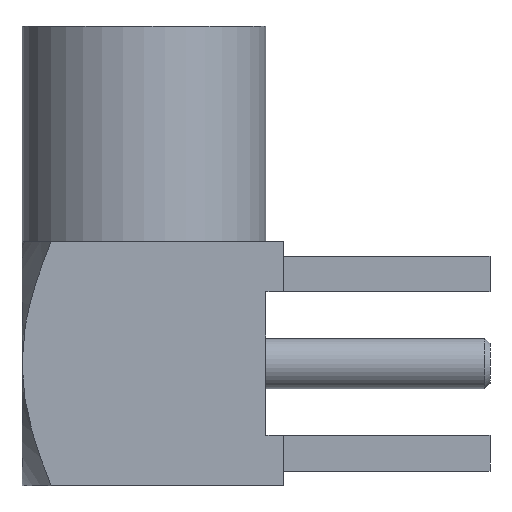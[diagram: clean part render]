
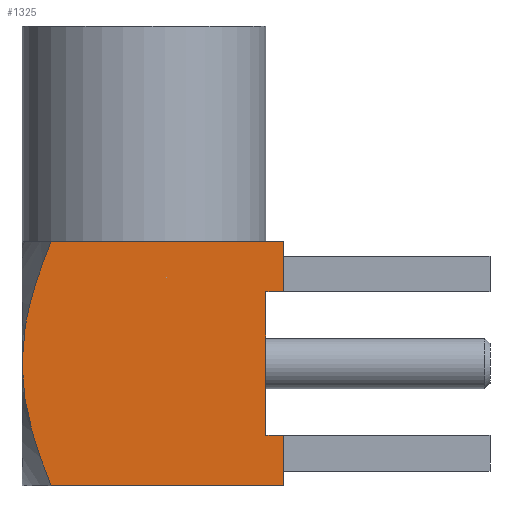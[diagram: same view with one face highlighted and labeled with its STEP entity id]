
A CAD part, left-side view. The second image highlights one B-rep face of the part: STEP entity #1325.
In plain terms, the highlighted planar face has unit normal (-1, 0, 0).
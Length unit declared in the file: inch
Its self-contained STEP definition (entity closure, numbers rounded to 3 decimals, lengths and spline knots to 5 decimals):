
#16 = CARTESIAN_POINT ( 'NONE',  ( -0.068, 0.068, 0. ) ) ;
#24 = VECTOR ( 'NONE', #298, 39.37008 ) ;
#39 = CARTESIAN_POINT ( 'NONE',  ( -0.068, 0.05174, 0.068 ) ) ;
#47 = VECTOR ( 'NONE', #761, 39.37008 ) ;
#85 = VERTEX_POINT ( 'NONE', #1690 ) ;
#123 = CARTESIAN_POINT ( 'NONE',  ( -0.068, 0.06193, -0.03928 ) ) ;
#134 = CARTESIAN_POINT ( 'NONE',  ( -0.068, 0.06757, -0.01163 ) ) ;
#149 = LINE ( 'NONE', #2025, #193 ) ;
#160 = CARTESIAN_POINT ( 'NONE',  ( -0.068, 0.06631, 0.02031 ) ) ;
#179 = CARTESIAN_POINT ( 'NONE',  ( -0.068, 0.06385, 0.03208 ) ) ;
#193 = VECTOR ( 'NONE', #444, 39.37008 ) ;
#273 = CARTESIAN_POINT ( 'NONE',  ( -0.068, 0.068, 0. ) ) ;
#275 = ORIENTED_EDGE ( 'NONE', *, *, #1920, .F. ) ;
#281 = CARTESIAN_POINT ( 'NONE',  ( -0.068, 0.06012, -0.04524 ) ) ;
#298 = DIRECTION ( 'NONE',  ( 0., -1., 0. ) ) ;
#300 = AXIS2_PLACEMENT_3D ( 'NONE', #1162, #1209, #1786 ) ;
#302 = LINE ( 'NONE', #621, #1180 ) ;
#326 = CARTESIAN_POINT ( 'NONE',  ( -0.068, 0.05667, 0.05591 ) ) ;
#334 = EDGE_LOOP ( 'NONE', ( #435, #2013, #562, #1797, #1173, #472, #275, #689, #1216, #865 ) ) ;
#344 = CARTESIAN_POINT ( 'NONE',  ( -0.068, 0.06582, 0.02313 ) ) ;
#414 = CARTESIAN_POINT ( 'NONE',  ( -0.068, 0.06578, -0.02323 ) ) ;
#432 = CARTESIAN_POINT ( 'NONE',  ( -0.068, 0.06628, -0.0204 ) ) ;
#435 = ORIENTED_EDGE ( 'NONE', *, *, #999, .F. ) ;
#444 = DIRECTION ( 'NONE',  ( 0., 0., -1. ) ) ;
#472 = ORIENTED_EDGE ( 'NONE', *, *, #934, .F. ) ;
#482 = VERTEX_POINT ( 'NONE', #16 ) ;
#503 = LINE ( 'NONE', #938, #1906 ) ;
#504 = CARTESIAN_POINT ( 'NONE',  ( -0.068, -0.068, -0.04 ) ) ;
#535 = DIRECTION ( 'NONE',  ( 0., 0., 1. ) ) ;
#553 = PLANE ( 'NONE',  #300 ) ;
#562 = ORIENTED_EDGE ( 'NONE', *, *, #661, .T. ) ;
#578 = EDGE_CURVE ( 'NONE', #804, #674, #503, .T. ) ;
#599 = VECTOR ( 'NONE', #535, 39.37008 ) ;
#602 = CARTESIAN_POINT ( 'NONE',  ( -0.068, -0.068, 0.04 ) ) ;
#621 = CARTESIAN_POINT ( 'NONE',  ( -0.068, -0.068, 0.068 ) ) ;
#646 = CARTESIAN_POINT ( 'NONE',  ( -0.068, 0.06789, 0.00581 ) ) ;
#661 = EDGE_CURVE ( 'NONE', #1594, #804, #720, .T. ) ;
#674 = VERTEX_POINT ( 'NONE', #1488 ) ;
#689 = ORIENTED_EDGE ( 'NONE', *, *, #1207, .F. ) ;
#720 = LINE ( 'NONE', #1657, #599 ) ;
#742 = CARTESIAN_POINT ( 'NONE',  ( -0.068, 0.06257, -0.037 ) ) ;
#748 = CARTESIAN_POINT ( 'NONE',  ( -0.068, 0.06134, -0.04126 ) ) ;
#759 = EDGE_CURVE ( 'NONE', #85, #482, #976, .T. ) ;
#761 = DIRECTION ( 'NONE',  ( 0., -1., 0. ) ) ;
#780 = EDGE_CURVE ( 'NONE', #1452, #1594, #1538, .T. ) ;
#791 = CARTESIAN_POINT ( 'NONE',  ( -0.068, -0.078, -0.068 ) ) ;
#804 = VERTEX_POINT ( 'NONE', #602 ) ;
#807 = CARTESIAN_POINT ( 'NONE',  ( -0.068, 0.06446, 0.02955 ) ) ;
#824 = CARTESIAN_POINT ( 'NONE',  ( -0.068, 0.06712, 0.01454 ) ) ;
#853 = CARTESIAN_POINT ( 'NONE',  ( -0.068, 0.05174, 0.068 ) ) ;
#859 = DIRECTION ( 'NONE',  ( 0., 0., -1. ) ) ;
#865 = ORIENTED_EDGE ( 'NONE', *, *, #1179, .T. ) ;
#925 = CARTESIAN_POINT ( 'NONE',  ( -0.068, 0.05924, -0.04795 ) ) ;
#934 = EDGE_CURVE ( 'NONE', #1925, #1744, #302, .T. ) ;
#938 = CARTESIAN_POINT ( 'NONE',  ( -0.068, -0.068, 0.04 ) ) ;
#951 = CARTESIAN_POINT ( 'NONE',  ( -0.068, 0.06494, 0.02741 ) ) ;
#959 = CARTESIAN_POINT ( 'NONE',  ( -0.068, 0.06339, 0.0339 ) ) ;
#976 = B_SPLINE_CURVE_WITH_KNOTS ( 'NONE', 3,
 ( #1684, #2004, #1224, #925, #281, #748, #123, #742, #1376, #1214, #1063, #1356, #1205, #1547, #414, #432, #1704, #134, #1367, #273 ),
 .UNSPECIFIED., .F., .F.,
 ( 4, 2, 2, 1, 1, 2, 2, 2, 2, 2, 4 ),
 ( 0., 0.25, 0.375, 0.4375, 0.46875, 0.48438, 0.5, 0.625, 0.6875, 0.75, 1. ),
 .UNSPECIFIED. ) ;
#988 = CARTESIAN_POINT ( 'NONE',  ( -0.068, 0.06329, 0.03431 ) ) ;
#999 = EDGE_CURVE ( 'NONE', #1452, #1160, #1639, .T. ) ;
#1018 = B_SPLINE_CURVE_WITH_KNOTS ( 'NONE', 3,
 ( #1400, #2016, #646, #1456, #1284, #824, #1926, #160, #344, #951, #807, #179, #1113, #959, #988, #1915, #326, #39 ),
 .UNSPECIFIED., .F., .F.,
 ( 4, 2, 2, 2, 2, 1, 1, 2, 2, 4 ),
 ( 0., 0.125, 0.1875, 0.25, 0.375, 0.4375, 0.46875, 0.48438, 0.5, 1. ),
 .UNSPECIFIED. ) ;
#1055 = DIRECTION ( 'NONE',  ( 0., 1., 0. ) ) ;
#1063 = CARTESIAN_POINT ( 'NONE',  ( -0.068, 0.06308, -0.03511 ) ) ;
#1073 = CARTESIAN_POINT ( 'NONE',  ( -0.068, -0.068, 0.068 ) ) ;
#1079 = CARTESIAN_POINT ( 'NONE',  ( -0.068, -0.068, -0.04 ) ) ;
#1085 = CARTESIAN_POINT ( 'NONE',  ( -0.068, -0.068, -0.068 ) ) ;
#1113 = CARTESIAN_POINT ( 'NONE',  ( -0.068, 0.06358, 0.03317 ) ) ;
#1160 = VERTEX_POINT ( 'NONE', #791 ) ;
#1162 = CARTESIAN_POINT ( 'NONE',  ( -0.068, -0.068, 0.068 ) ) ;
#1173 = ORIENTED_EDGE ( 'NONE', *, *, #1472, .F. ) ;
#1179 = EDGE_CURVE ( 'NONE', #85, #1160, #1410, .T. ) ;
#1180 = VECTOR ( 'NONE', #1873, 39.37008 ) ;
#1205 = CARTESIAN_POINT ( 'NONE',  ( -0.068, 0.06462, -0.02892 ) ) ;
#1207 = EDGE_CURVE ( 'NONE', #482, #1792, #1018, .T. ) ;
#1209 = DIRECTION ( 'NONE',  ( 1., 0., 0. ) ) ;
#1214 = CARTESIAN_POINT ( 'NONE',  ( -0.068, 0.063, -0.03539 ) ) ;
#1216 = ORIENTED_EDGE ( 'NONE', *, *, #759, .F. ) ;
#1224 = CARTESIAN_POINT ( 'NONE',  ( -0.068, 0.05638, -0.05623 ) ) ;
#1274 = VECTOR ( 'NONE', #859, 39.37008 ) ;
#1284 = CARTESIAN_POINT ( 'NONE',  ( -0.068, 0.06744, 0.01162 ) ) ;
#1316 = CARTESIAN_POINT ( 'NONE',  ( -0.068, -0.078, 0.068 ) ) ;
#1325 = ADVANCED_FACE ( 'NONE', ( #1934 ), #553, .F. ) ;
#1356 = CARTESIAN_POINT ( 'NONE',  ( -0.068, 0.06394, -0.03181 ) ) ;
#1367 = CARTESIAN_POINT ( 'NONE',  ( -0.068, 0.068, -0.00589 ) ) ;
#1376 = CARTESIAN_POINT ( 'NONE',  ( -0.068, 0.06283, -0.03603 ) ) ;
#1400 = CARTESIAN_POINT ( 'NONE',  ( -0.068, 0.068, 0. ) ) ;
#1410 = LINE ( 'NONE', #1085, #24 ) ;
#1452 = VERTEX_POINT ( 'NONE', #1857 ) ;
#1456 = CARTESIAN_POINT ( 'NONE',  ( -0.068, 0.06757, 0.01016 ) ) ;
#1472 = EDGE_CURVE ( 'NONE', #1744, #674, #149, .T. ) ;
#1488 = CARTESIAN_POINT ( 'NONE',  ( -0.068, -0.078, 0.04 ) ) ;
#1538 = LINE ( 'NONE', #1079, #1991 ) ;
#1547 = CARTESIAN_POINT ( 'NONE',  ( -0.068, 0.06551, -0.02465 ) ) ;
#1559 = DIRECTION ( 'NONE',  ( 0., -1., 0. ) ) ;
#1594 = VERTEX_POINT ( 'NONE', #504 ) ;
#1639 = LINE ( 'NONE', #1316, #1274 ) ;
#1657 = CARTESIAN_POINT ( 'NONE',  ( -0.068, -0.068, 0.068 ) ) ;
#1678 = CARTESIAN_POINT ( 'NONE',  ( -0.068, 0., 0.068 ) ) ;
#1684 = CARTESIAN_POINT ( 'NONE',  ( -0.068, 0.05174, -0.068 ) ) ;
#1690 = CARTESIAN_POINT ( 'NONE',  ( -0.068, 0.05174, -0.068 ) ) ;
#1704 = CARTESIAN_POINT ( 'NONE',  ( -0.068, 0.06649, -0.01907 ) ) ;
#1744 = VERTEX_POINT ( 'NONE', #1932 ) ;
#1786 = DIRECTION ( 'NONE',  ( 0., 1., 0. ) ) ;
#1792 = VERTEX_POINT ( 'NONE', #853 ) ;
#1797 = ORIENTED_EDGE ( 'NONE', *, *, #578, .T. ) ;
#1857 = CARTESIAN_POINT ( 'NONE',  ( -0.068, -0.078, -0.04 ) ) ;
#1866 = LINE ( 'NONE', #1073, #47 ) ;
#1873 = DIRECTION ( 'NONE',  ( 0., -1., 0. ) ) ;
#1906 = VECTOR ( 'NONE', #1559, 39.37008 ) ;
#1915 = CARTESIAN_POINT ( 'NONE',  ( -0.068, 0.06049, 0.04497 ) ) ;
#1920 = EDGE_CURVE ( 'NONE', #1792, #1925, #1866, .T. ) ;
#1925 = VERTEX_POINT ( 'NONE', #1678 ) ;
#1926 = CARTESIAN_POINT ( 'NONE',  ( -0.068, 0.06692, 0.01609 ) ) ;
#1932 = CARTESIAN_POINT ( 'NONE',  ( -0.068, -0.078, 0.068 ) ) ;
#1934 = FACE_OUTER_BOUND ( 'NONE', #334, .T. ) ;
#1991 = VECTOR ( 'NONE', #1055, 39.37008 ) ;
#2004 = CARTESIAN_POINT ( 'NONE',  ( -0.068, 0.0542, -0.06198 ) ) ;
#2013 = ORIENTED_EDGE ( 'NONE', *, *, #780, .T. ) ;
#2016 = CARTESIAN_POINT ( 'NONE',  ( -0.068, 0.068, 0.00292 ) ) ;
#2025 = CARTESIAN_POINT ( 'NONE',  ( -0.068, -0.078, 0.068 ) ) ;
